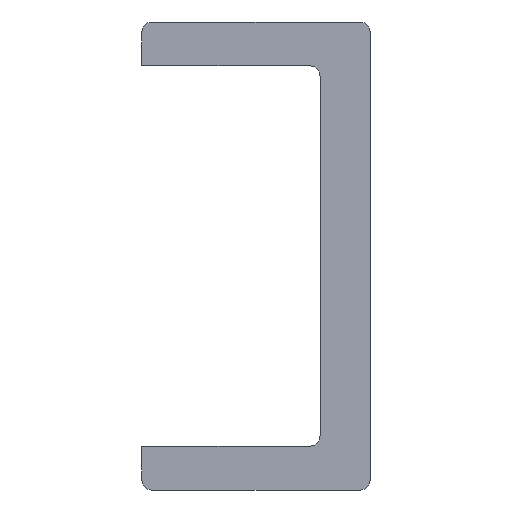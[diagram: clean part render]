
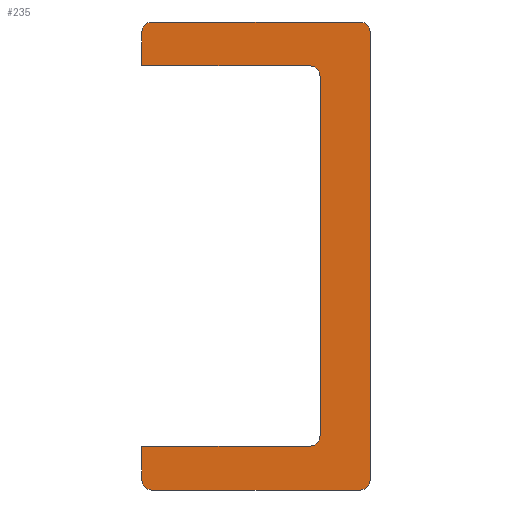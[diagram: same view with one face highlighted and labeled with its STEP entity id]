
A CAD part, front view. The second image highlights one B-rep face of the part: STEP entity #235.
In plain terms, the highlighted planar face has unit normal (0, -1, 0).
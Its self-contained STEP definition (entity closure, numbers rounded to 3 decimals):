
#235 = ADVANCED_FACE( '', ( #622 ), #623, .F. );
#622 = FACE_OUTER_BOUND( '', #1195, .T. );
#623 = PLANE( '', #1196 );
#1195 = EDGE_LOOP( '', ( #1861, #1862, #1863, #1864, #1865, #1866, #1867, #1868, #1869, #1870, #1871, #1872, #1873, #1874 ) );
#1196 = AXIS2_PLACEMENT_3D( '', #1875, #1876, #1877 );
#1861 = ORIENTED_EDGE( '', *, *, #2604, .F. );
#1862 = ORIENTED_EDGE( '', *, *, #2605, .T. );
#1863 = ORIENTED_EDGE( '', *, *, #2469, .F. );
#1864 = ORIENTED_EDGE( '', *, *, #2576, .T. );
#1865 = ORIENTED_EDGE( '', *, *, #2606, .F. );
#1866 = ORIENTED_EDGE( '', *, *, #2607, .F. );
#1867 = ORIENTED_EDGE( '', *, *, #2608, .F. );
#1868 = ORIENTED_EDGE( '', *, *, #2520, .F. );
#1869 = ORIENTED_EDGE( '', *, *, #2609, .F. );
#1870 = ORIENTED_EDGE( '', *, *, #2554, .F. );
#1871 = ORIENTED_EDGE( '', *, *, #2610, .F. );
#1872 = ORIENTED_EDGE( '', *, *, #2611, .T. );
#1873 = ORIENTED_EDGE( '', *, *, #2612, .F. );
#1874 = ORIENTED_EDGE( '', *, *, #2452, .T. );
#1875 = CARTESIAN_POINT( '', ( -10.5, 0., 21.5 ) );
#1876 = DIRECTION( '', ( 0., 1., 0. ) );
#1877 = DIRECTION( '', ( 0., 0., 1. ) );
#2452 = EDGE_CURVE( '', #2772, #2770, #2773, .F. );
#2469 = EDGE_CURVE( '', #2799, #2800, #2801, .T. );
#2520 = EDGE_CURVE( '', #2896, #2897, #2898, .T. );
#2554 = EDGE_CURVE( '', #2952, #2953, #2954, .T. );
#2576 = EDGE_CURVE( '', #2799, #2987, #2989, .F. );
#2604 = EDGE_CURVE( '', #3032, #2770, #3033, .T. );
#2605 = EDGE_CURVE( '', #3032, #2800, #3034, .F. );
#2606 = EDGE_CURVE( '', #3035, #2987, #3036, .T. );
#2607 = EDGE_CURVE( '', #3037, #3035, #3038, .T. );
#2608 = EDGE_CURVE( '', #2897, #3037, #3039, .T. );
#2609 = EDGE_CURVE( '', #2953, #2896, #3040, .T. );
#2610 = EDGE_CURVE( '', #3041, #2952, #3042, .T. );
#2611 = EDGE_CURVE( '', #3041, #3043, #3044, .F. );
#2612 = EDGE_CURVE( '', #2772, #3043, #3045, .T. );
#2770 = VERTEX_POINT( '', #3263 );
#2772 = VERTEX_POINT( '', #3266 );
#2773 = CIRCLE( '', #3267, 0.9 );
#2799 = VERTEX_POINT( '', #3294 );
#2800 = VERTEX_POINT( '', #3295 );
#2801 = LINE( '', #3296, #3297 );
#2896 = VERTEX_POINT( '', #3395 );
#2897 = VERTEX_POINT( '', #3396 );
#2898 = LINE( '', #3397, #3398 );
#2952 = VERTEX_POINT( '', #3455 );
#2953 = VERTEX_POINT( '', #3456 );
#2954 = LINE( '', #3457, #3458 );
#2987 = VERTEX_POINT( '', #3494 );
#2989 = CIRCLE( '', #3497, 0.9 );
#3032 = VERTEX_POINT( '', #3540 );
#3033 = LINE( '', #3541, #3542 );
#3034 = CIRCLE( '', #3543, 0.9 );
#3035 = VERTEX_POINT( '', #3544 );
#3036 = LINE( '', #3545, #3546 );
#3037 = VERTEX_POINT( '', #3547 );
#3038 = LINE( '', #3548, #3549 );
#3039 = CIRCLE( '', #3550, 1. );
#3040 = CIRCLE( '', #3551, 1. );
#3041 = VERTEX_POINT( '', #3552 );
#3042 = LINE( '', #3553, #3554 );
#3043 = VERTEX_POINT( '', #3555 );
#3044 = CIRCLE( '', #3556, 0.9 );
#3045 = LINE( '', #3557, #3558 );
#3263 = CARTESIAN_POINT( '', ( 10.5, 0., -20.6 ) );
#3266 = CARTESIAN_POINT( '', ( 9.6, 0., -21.5 ) );
#3267 = AXIS2_PLACEMENT_3D( '', #3786, #3787, #3788 );
#3294 = CARTESIAN_POINT( '', ( -9.6, 0., 21.5 ) );
#3295 = CARTESIAN_POINT( '', ( 9.6, 0., 21.5 ) );
#3296 = CARTESIAN_POINT( '', ( -10.5, 0., 21.5 ) );
#3297 = VECTOR( '', #3817, 1000. );
#3395 = CARTESIAN_POINT( '', ( 5.9, 0., -16.5 ) );
#3396 = CARTESIAN_POINT( '', ( 5.9, 0., 16.5 ) );
#3397 = CARTESIAN_POINT( '', ( 5.9, 0., 16.5 ) );
#3398 = VECTOR( '', #3947, 1000. );
#3455 = CARTESIAN_POINT( '', ( -10.5, 0., -17.5 ) );
#3456 = CARTESIAN_POINT( '', ( 4.9, 0., -17.5 ) );
#3457 = CARTESIAN_POINT( '', ( 4.9, 0., -17.5 ) );
#3458 = VECTOR( '', #4005, 1000. );
#3494 = CARTESIAN_POINT( '', ( -10.5, 0., 20.6 ) );
#3497 = AXIS2_PLACEMENT_3D( '', #4040, #4041, #4042 );
#3540 = CARTESIAN_POINT( '', ( 10.5, 0., 20.6 ) );
#3541 = CARTESIAN_POINT( '', ( 10.5, 0., 21.5 ) );
#3542 = VECTOR( '', #4088, 1000. );
#3543 = AXIS2_PLACEMENT_3D( '', #4089, #4090, #4091 );
#3544 = CARTESIAN_POINT( '', ( -10.5, 0., 17.5 ) );
#3545 = CARTESIAN_POINT( '', ( -10.5, 0., -21.5 ) );
#3546 = VECTOR( '', #4092, 1000. );
#3547 = CARTESIAN_POINT( '', ( 4.9, 0., 17.5 ) );
#3548 = CARTESIAN_POINT( '', ( 4.9, 0., 17.5 ) );
#3549 = VECTOR( '', #4093, 1000. );
#3550 = AXIS2_PLACEMENT_3D( '', #4094, #4095, #4096 );
#3551 = AXIS2_PLACEMENT_3D( '', #4097, #4098, #4099 );
#3552 = CARTESIAN_POINT( '', ( -10.5, 0., -20.6 ) );
#3553 = CARTESIAN_POINT( '', ( -10.5, 0., -21.5 ) );
#3554 = VECTOR( '', #4100, 1000. );
#3555 = CARTESIAN_POINT( '', ( -9.6, 0., -21.5 ) );
#3556 = AXIS2_PLACEMENT_3D( '', #4101, #4102, #4103 );
#3557 = CARTESIAN_POINT( '', ( 10.5, 0., -21.5 ) );
#3558 = VECTOR( '', #4104, 1000. );
#3786 = CARTESIAN_POINT( '', ( 9.6, 0., -20.6 ) );
#3787 = DIRECTION( '', ( 0., 1., 0. ) );
#3788 = DIRECTION( '', ( 0., 0., 1. ) );
#3817 = DIRECTION( '', ( 1., 0., 0. ) );
#3947 = DIRECTION( '', ( 0., 0., 1. ) );
#4005 = DIRECTION( '', ( 1., 0., 0. ) );
#4040 = CARTESIAN_POINT( '', ( -9.6, 0., 20.6 ) );
#4041 = DIRECTION( '', ( 0., 1., 0. ) );
#4042 = DIRECTION( '', ( 0., 0., 1. ) );
#4088 = DIRECTION( '', ( 0., 0., -1. ) );
#4089 = CARTESIAN_POINT( '', ( 9.6, 0., 20.6 ) );
#4090 = DIRECTION( '', ( 0., 1., 0. ) );
#4091 = DIRECTION( '', ( 0., 0., 1. ) );
#4092 = DIRECTION( '', ( 0., 0., 1. ) );
#4093 = DIRECTION( '', ( -1., 0., 0. ) );
#4094 = CARTESIAN_POINT( '', ( 4.9, 0., 16.5 ) );
#4095 = DIRECTION( '', ( 0., -1., 0. ) );
#4096 = DIRECTION( '', ( -1., 0., 0. ) );
#4097 = CARTESIAN_POINT( '', ( 4.9, 0., -16.5 ) );
#4098 = DIRECTION( '', ( 0., -1., 0. ) );
#4099 = DIRECTION( '', ( -1., 0., 0. ) );
#4100 = DIRECTION( '', ( 0., 0., 1. ) );
#4101 = CARTESIAN_POINT( '', ( -9.6, 0., -20.6 ) );
#4102 = DIRECTION( '', ( 0., 1., 0. ) );
#4103 = DIRECTION( '', ( 0., 0., 1. ) );
#4104 = DIRECTION( '', ( -1., 0., 0. ) );
